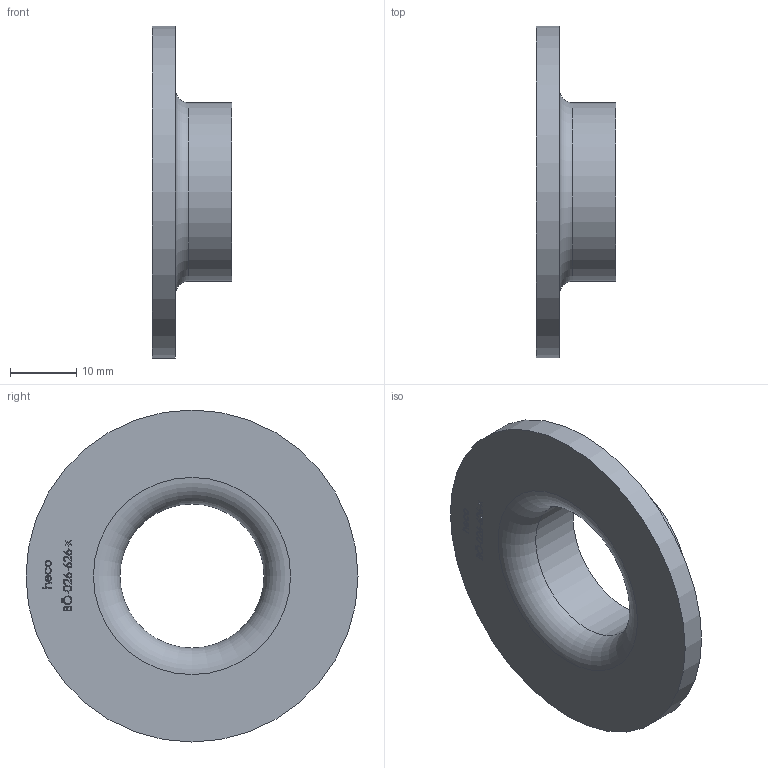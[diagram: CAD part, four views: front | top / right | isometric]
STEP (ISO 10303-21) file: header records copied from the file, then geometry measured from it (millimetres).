
FILE_DESCRIPTION (( 'STEP AP214' ), '1' );
FILE_NAME ('BÖ-026-626-x Vorschweissbördel 2010.STEP', '2020-10-09T11:00:37', ( '' ), ( '' ), 'SwSTEP 2.0', 'SolidWorks 2019', '' );
FILE_SCHEMA (( 'AUTOMOTIVE_DESIGN' ));
Length unit declared in the file: millimetre
Products named in the file (1): BÖ-026-626-x Vorschweissbördel 2010
Bounding box: 12 x 50 x 50 mm (x, y, z)
Volume: 7084.9 mm3; surface area: 5121.6 mm2
Topology: 1 solids, 1 shells, 210 faces, 539 edges, 359 vertices
Faces by surface type: bspline 108, plane 97, cylinder 3, torus 2
Full cylindrical faces by diameter (mm): 21.7 x1, 26.9 x1, 50 x1
Entity records: 14434 total; most frequent: CARTESIAN_POINT 7922, ORIENTED_EDGE 1066, EDGE_CURVE 533, DIRECTION 531, VERTEX_POINT 358, VECTOR 309, LINE 309, EDGE_LOOP 245
